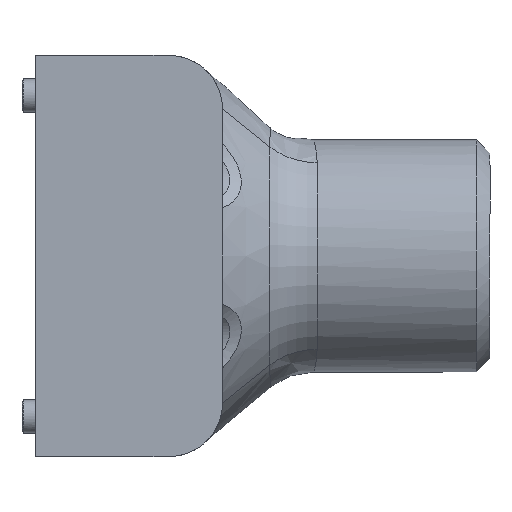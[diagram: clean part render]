
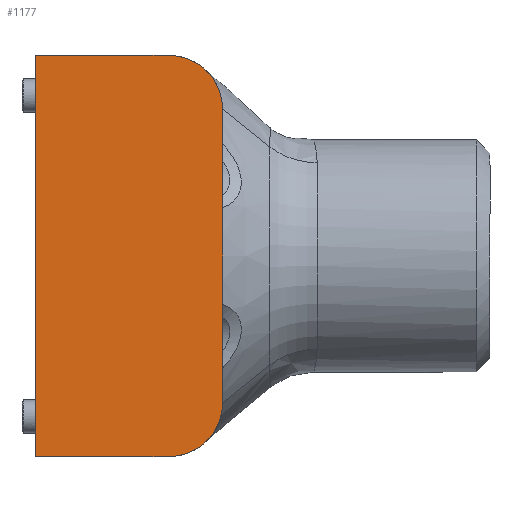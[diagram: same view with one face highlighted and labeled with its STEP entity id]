
A CAD part, left-side view. The second image highlights one B-rep face of the part: STEP entity #1177.
In plain terms, the highlighted planar face has unit normal (-1, 0, 0).
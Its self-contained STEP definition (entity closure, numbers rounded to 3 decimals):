
#162=FACE_OUTER_BOUND('',#231,.T.);
#231=EDGE_LOOP('',(#917,#918,#919,#920,#921,#922));
#296=LINE('',#2124,#355);
#310=LINE('',#2509,#369);
#311=LINE('',#2510,#370);
#312=LINE('',#2511,#371);
#355=VECTOR('',#1431,10.);
#369=VECTOR('',#1521,10.);
#370=VECTOR('',#1522,10.);
#371=VECTOR('',#1523,10.);
#438=CIRCLE('',#1292,4.);
#441=CIRCLE('',#1297,4.);
#503=VERTEX_POINT('',#2121);
#504=VERTEX_POINT('',#2123);
#527=VERTEX_POINT('',#2347);
#530=VERTEX_POINT('',#2372);
#533=VERTEX_POINT('',#2507);
#534=VERTEX_POINT('',#2508);
#631=EDGE_CURVE('',#504,#503,#296,.T.);
#667=EDGE_CURVE('',#527,#503,#438,.T.);
#672=EDGE_CURVE('',#504,#530,#441,.T.);
#677=EDGE_CURVE('',#533,#534,#310,.T.);
#678=EDGE_CURVE('',#534,#530,#311,.T.);
#679=EDGE_CURVE('',#527,#533,#312,.T.);
#917=ORIENTED_EDGE('',*,*,#677,.T.);
#918=ORIENTED_EDGE('',*,*,#678,.T.);
#919=ORIENTED_EDGE('',*,*,#672,.F.);
#920=ORIENTED_EDGE('',*,*,#631,.T.);
#921=ORIENTED_EDGE('',*,*,#667,.F.);
#922=ORIENTED_EDGE('',*,*,#679,.T.);
#1141=PLANE('',#1298);
#1177=ADVANCED_FACE('',(#162),#1141,.T.);
#1292=AXIS2_PLACEMENT_3D('',#2349,#1505,#1506);
#1297=AXIS2_PLACEMENT_3D('',#2373,#1515,#1516);
#1298=AXIS2_PLACEMENT_3D('',#2506,#1519,#1520);
#1431=DIRECTION('',(0.,0.,1.));
#1505=DIRECTION('center_axis',(1.,0.,0.));
#1506=DIRECTION('ref_axis',(0.,-1.,0.));
#1515=DIRECTION('center_axis',(1.,0.,0.));
#1516=DIRECTION('ref_axis',(0.,0.,-1.));
#1519=DIRECTION('center_axis',(-1.,0.,0.));
#1520=DIRECTION('ref_axis',(0.,1.,0.));
#1521=DIRECTION('',(0.,0.,-1.));
#1522=DIRECTION('',(0.,-1.,0.));
#1523=DIRECTION('',(0.,1.,0.));
#2121=CARTESIAN_POINT('',(-18.6,43.,341.));
#2123=CARTESIAN_POINT('',(-18.6,43.,319.));
#2124=CARTESIAN_POINT('',(-18.6,43.,319.));
#2347=CARTESIAN_POINT('',(-18.6,47.,345.));
#2349=CARTESIAN_POINT('Origin',(-18.6,47.,341.));
#2372=CARTESIAN_POINT('',(-18.6,47.,315.));
#2373=CARTESIAN_POINT('Origin',(-18.6,47.,319.));
#2506=CARTESIAN_POINT('Origin',(-18.6,58.52,311.88));
#2507=CARTESIAN_POINT('',(-18.6,57.,345.));
#2508=CARTESIAN_POINT('',(-18.6,57.,315.));
#2509=CARTESIAN_POINT('',(-18.6,57.,345.));
#2510=CARTESIAN_POINT('',(-18.6,57.,315.));
#2511=CARTESIAN_POINT('',(-18.6,47.,345.));
